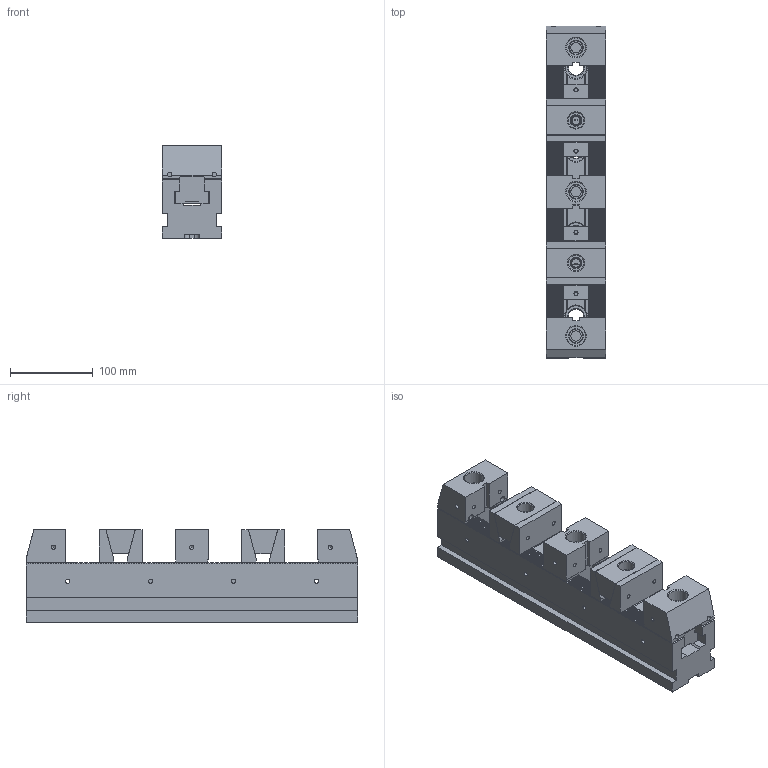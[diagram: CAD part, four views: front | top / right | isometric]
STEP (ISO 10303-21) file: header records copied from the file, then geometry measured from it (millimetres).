
FILE_DESCRIPTION( ( 'Unknown' ), '1' );
FILE_NAME( 'SVF-BE-7240-100(4).stp', 'Unknown', ( 'Unknown' ), ( 'Unknown' ), 'PSStep 17.0.49', 'Unknown', ' ' );
FILE_SCHEMA( ( 'AUTOMOTIVE_DESIGN { 1 0 10303 214 1 1 1 1 }' ) );
Length unit declared in the file: millimetre
Products named in the file (15): SVF-B02-72; 1-SVF-B02-72-1; 1-SVF-ABT-72-2; SVF-AB04-72; 4-01-CAPA-M6L15; 1-SVF-AB04-72-2; 1-SVF-AB04-72-1; 3-SVF-B02-AB04-72; SVF-AB03-72; 1-SVF-AB03-72-1; 1-SVF-AB03-72-2; SVF-B03-72; 1-SVF-B03-72-1; Assem1; SVF-AB01-7240-100
Assembly tree (19 placements, depth 4):
  Assem1
    SVF-AB01-7240-100
    SVF-AB03-72  x2
      1-SVF-AB03-72-1
      1-SVF-AB03-72-2
    3-SVF-B02-AB04-72  x2
      SVF-B02-72
        1-SVF-B02-72-1
        1-SVF-ABT-72-2
      SVF-AB04-72
        4-01-CAPA-M6L15  x2
        1-SVF-AB04-72-2
        1-SVF-AB04-72-1
    SVF-B03-72
      1-SVF-B03-72-1
      1-SVF-AB03-72-2
Bounding box: 72 x 400.27 x 111.7 mm (x, y, z)
Volume: 2233092.9 mm3; surface area: 379946.3 mm2
Topology: 27 solids, 27 shells, 2659 faces, 7291 edges, 4703 vertices
Faces by surface type: plane 1979, cylinder 339, cone 333, torus 8
Full cylindrical faces by diameter (mm): 3.3 x8, 5 x152, 5.4 x4, 6 x112, 6.5 x8, 7.5 x4, 10 x8, 10.2 x2, 11 x8, 12.5 x5, 16 x5, 18 x4, 19 x2, 23 x3, 26 x6
Entity records: 72557 total; most frequent: CARTESIAN_POINT 10523, ORIENTED_EDGE 10164, DIRECTION 8973, EDGE_CURVE 5082, LINE 4761, VECTOR 4761, VERTEX_POINT 3464, AXIS2_PLACEMENT_3D 2106
